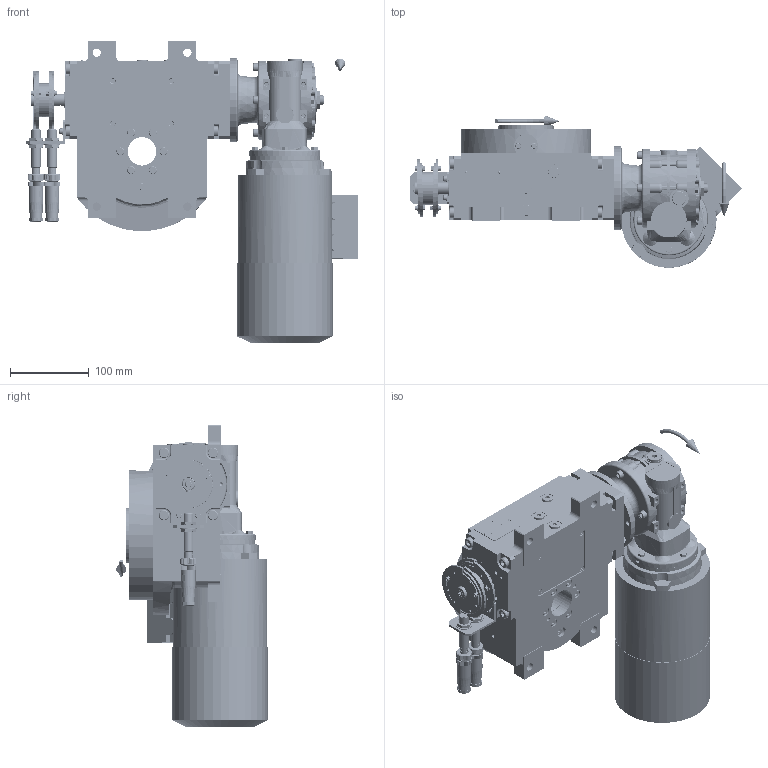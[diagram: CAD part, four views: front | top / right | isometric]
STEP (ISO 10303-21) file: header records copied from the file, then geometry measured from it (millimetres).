
FILE_DESCRIPTION (( 'STEP AP203' ), '1' );
FILE_NAME ('PC5201550.step', '2025-10-07T09:55:07', ( '' ), ( '' ), 'SwSTEP 2.0', 'SolidWorks 2020', '' );
FILE_SCHEMA (( 'CONFIG_CONTROL_DESIGN' ));
Length unit declared in the file: millimetre
Products named in the file (95): cfn2151_01_087; AS_rig04_004_s_002; cfn2107_01_001; rig04_002_bl_004; cfn2000_01_161; cfn2000_01_129; cfn2115_02_182; cfn2276_01_065; cfn2000_01_147; 900_00_00_005; 900_38_10_028; cfn2003_01_063; RIG06_021_AF0.stp; rig04_007_master; cfn2070_05_001; CFN2356_03_051.stp; cfn2128_05_006; freccia_angolare_albero; cfn2000_01_184; cfn2128_04_011; cfn2155_01_055; AS_900_38_10_028; cfn2000_01_151; cfn2155_01_038; CFN2155_01_007.stp; rig04_015; CFN2000_01_185.stp; AS_900_38_30_003; rig04_014_s_005; CFN2223_01-390X6-B.stp; RIG04_005_AF0.stp; olio_agip_blasia_150; AS_rig04_015; rig04_071_8_m.stp; cfn2115_02_194; cfn2077_01_018; AS_rig04_002_bl_004; CFN2104_02_017.stp; cfn2155_01_186; AS_rig04_004_s_001 ...
Assembly tree (91 placements, depth 5):
  cfn2151_01_087
  cfn2276_01_065
  rig04_007_master
  CFN2356_03_051.stp
  CFN2223_01-390X6-B.stp
Bounding box: 420.63 x 191.99 x 382.99 mm (x, y, z)
Volume: 4794020.1 mm3; surface area: 778886.9 mm2
Topology: 91 solids, 91 shells, 6100 faces, 15443 edges, 9823 vertices
Faces by surface type: plane 2821, cylinder 2083, cone 1009, torus 163, bspline 18, sphere 6
Entity records: 169468 total; most frequent: CARTESIAN_POINT 40484, DIRECTION 25164, ORIENTED_EDGE 24636, EDGE_CURVE 12318, AXIS2_PLACEMENT_3D 9262, VERTEX_POINT 7913, VECTOR 6640, LINE 6640
